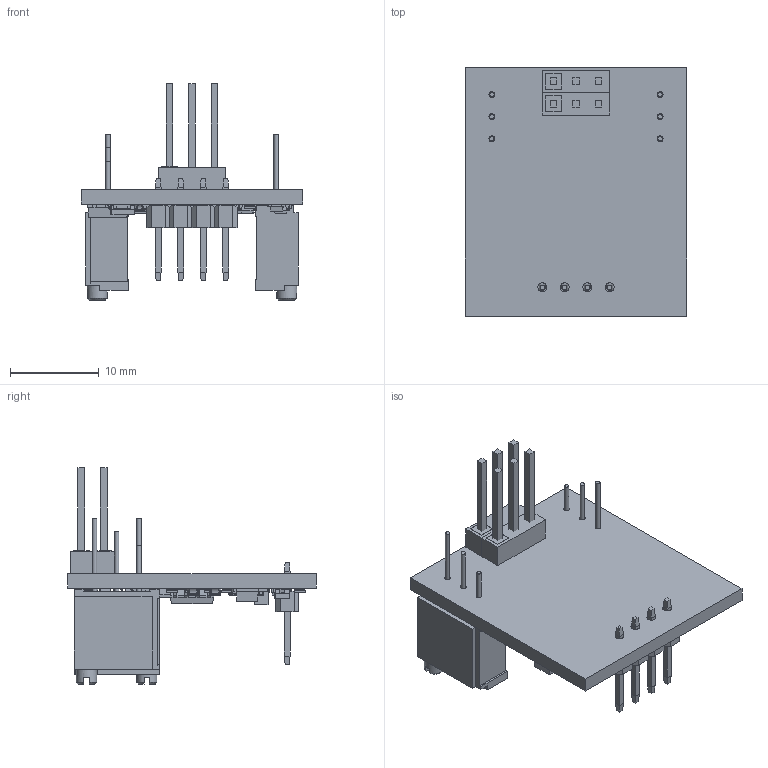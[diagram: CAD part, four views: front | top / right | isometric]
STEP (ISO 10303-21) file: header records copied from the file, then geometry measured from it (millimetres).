
FILE_DESCRIPTION(('Open CASCADE Model'),'2;1');
FILE_NAME('Open CASCADE Shape Model','2024-04-06T10:22:27',('Author'),( 'Open CASCADE'),'Open CASCADE STEP processor 6.8','Open CASCADE 6.8' ,'Unknown');
FILE_SCHEMA(('AUTOMOTIVE_DESIGN { 1 0 10303 214 1 1 1 1 }'));
Length unit declared in the file: millimetre
Products named in the file (71): PCB; Board; R7; 0805_Resistor_v11; C18; User_Library-0805_Cap; R16; C1; C2; C3; C4; C5; C6; C7; C9; D1; sod123_v4; pin; pin(Mirror); icbody; Component5; J1; Header,_Male,_2.54mm,_1x4; J2; 2065541024; Extruded; -959156912; 2065542688; Q1; SOT23-3; Q3; Q4; R1; R2; CT-94EW100kO(104); _CT-94-94EW_body; _CT-9-Dial_dial; R3; R4; R5 ...
Assembly tree (106 placements, depth 4):
  PCB
    Board
    R7
      0805_Resistor_v11
    C18
      User_Library-0805_Cap
    R16
      0805_Resistor_v11
    C1
      User_Library-0805_Cap
    C2
      User_Library-0805_Cap
    C3
      User_Library-0805_Cap
    C4
      User_Library-0805_Cap
    C5
      User_Library-0805_Cap
    C6
      User_Library-0805_Cap
    C7
      User_Library-0805_Cap
    C9
      User_Library-0805_Cap
    D1
      sod123_v4
        pin
        pin(Mirror)
        icbody
        Component5
    J1
      Header,_Male,_2.54mm,_1x4
    J2
      2065541024  x6
        Extruded
      -959156912  x2
        Extruded
      2065542688  x2
        Extruded
    Q1
      SOT23-3
    Q3
      SOT23-3
    Q4
      SOT23-3
    R1
      0805_Resistor_v11
    R2
      CT-94EW100kO(104)
        _CT-94-94EW_body
        _CT-9-Dial_dial
    R3
      0805_Resistor_v11
    R4
      0805_Resistor_v11
    R5
      0805_Resistor_v11
    R6
      0805_Resistor_v11
    R8
Bounding box: 25 x 28 x 24.43 mm (x, y, z)
Volume: 2307.7 mm3; surface area: 3854.4 mm2
Topology: 245 solids, 245 shells, 6027 faces, 15578 edges, 10062 vertices
Faces by surface type: bspline 3103, plane 2522, cylinder 374, sphere 14, cone 9, torus 5
Full cylindrical faces by diameter (mm): 0.5 x6, 0.65 x6, 1 x4, 1.016 x6, 2.3 x2
Entity records: 47513 total; most frequent: CARTESIAN_POINT 12234, ORIENTED_EDGE 6884, DIRECTION 5702, EDGE_CURVE 3442, LINE 2630, VECTOR 2630, VERTEX_POINT 2226, AXIS2_PLACEMENT_3D 1536
